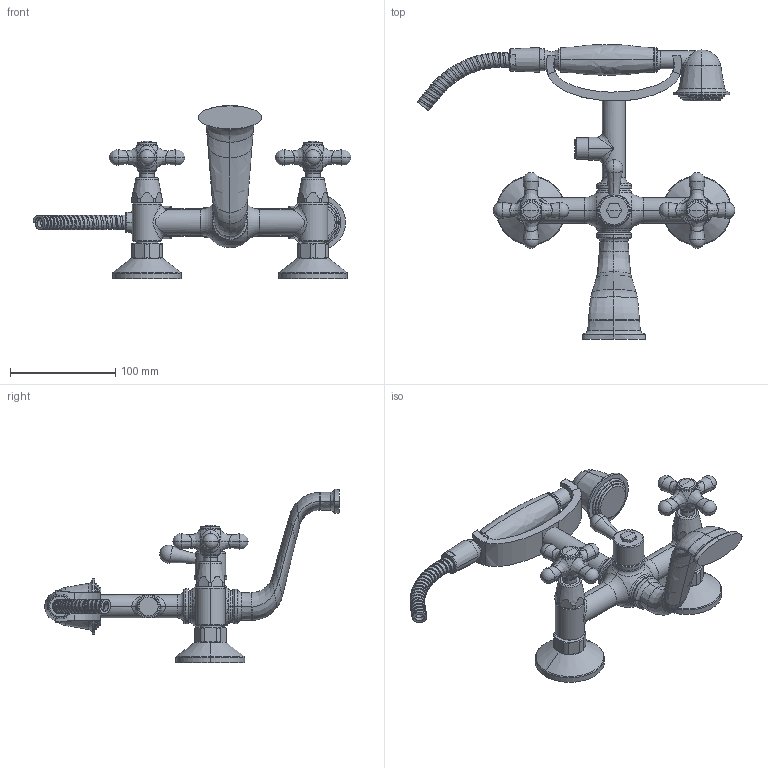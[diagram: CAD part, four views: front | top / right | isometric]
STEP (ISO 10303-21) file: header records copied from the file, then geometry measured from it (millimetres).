
FILE_DESCRIPTION((''),'2;1');
FILE_NAME('IRV022CR','2021-04-12T15:27:49',('ut3'),('PAFFONI SpA'),'CREO PARAMETRIC BY PTC INC, 2020044','CREO PARAMETRIC BY PTC INC, 2020044','');
FILE_SCHEMA(('CONFIG_CONTROL_DESIGN','SHAPE_APPEARANCE_LAYERS_GROUPS'));
Products named in the file (1): IRV022CR
Bounding box: 302.3 x 280.51 x 165.32 mm (x, y, z)
Volume: 658553.7 mm3; surface area: 136158.8 mm2
Topology: 3 solids, 3 shells, 526 faces, 1211 edges, 691 vertices
Faces by surface type: bspline 169, cylinder 94, plane 86, torus 76, cone 74, sphere 24, extrusion 3
Entity records: 43817 total; most frequent: CARTESIAN_POINT 28999, ORIENTED_EDGE 2366, DIRECTION 2056, EDGE_CURVE 1183, AXIS2_PLACEMENT_3D 873, VERTEX_POINT 691, FILL_AREA_STYLE_COLOUR 579, FILL_AREA_STYLE 579
